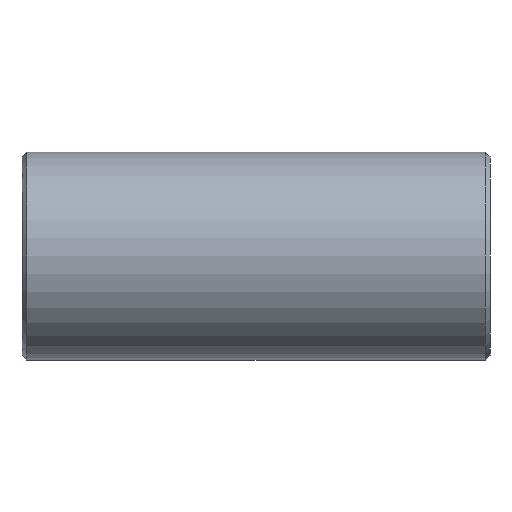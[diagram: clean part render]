
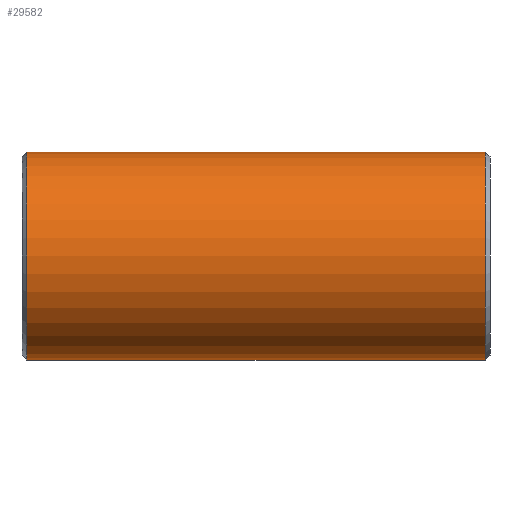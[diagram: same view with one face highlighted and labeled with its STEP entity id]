
A CAD part, front view. The second image highlights one B-rep face of the part: STEP entity #29582.
In plain terms, the highlighted cylindrical face has radius 6.25 mm (diameter 12.5 mm), a full revolution.
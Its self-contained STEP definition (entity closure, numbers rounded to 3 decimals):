
#237 = CONICAL_SURFACE('',#238,6.25,0.785);
#238 = AXIS2_PLACEMENT_3D('',#239,#240,#241);
#239 = CARTESIAN_POINT('',(0.3,0.,0.));
#240 = DIRECTION('',(1.,0.,0.));
#241 = DIRECTION('',(0.,0.,1.));
#11079 = VERTEX_POINT('',#11080);
#11080 = CARTESIAN_POINT('',(0.3,0.,6.25));
#11103 = EDGE_CURVE('',#11079,#11079,#11104,.T.);
#11104 = SURFACE_CURVE('',#11105,(#11110,#11117),.PCURVE_S1.);
#11105 = CIRCLE('',#11106,6.25);
#11106 = AXIS2_PLACEMENT_3D('',#11107,#11108,#11109);
#11107 = CARTESIAN_POINT('',(0.3,0.,0.));
#11108 = DIRECTION('',(1.,0.,0.));
#11109 = DIRECTION('',(0.,0.,1.));
#11110 = PCURVE('',#237,#11111);
#11111 = DEFINITIONAL_REPRESENTATION('',(#11112),#11116);
#11112 = LINE('',#11113,#11114);
#11113 = CARTESIAN_POINT('',(0.,0.));
#11114 = VECTOR('',#11115,1.);
#11115 = DIRECTION('',(1.,0.));
#11116 = ( GEOMETRIC_REPRESENTATION_CONTEXT(2) 
PARAMETRIC_REPRESENTATION_CONTEXT() REPRESENTATION_CONTEXT('2D SPACE',''
  ) );
#11117 = PCURVE('',#11118,#11123);
#11118 = CYLINDRICAL_SURFACE('',#11119,6.25);
#11119 = AXIS2_PLACEMENT_3D('',#11120,#11121,#11122);
#11120 = CARTESIAN_POINT('',(0.,0.,0.));
#11121 = DIRECTION('',(1.,0.,0.));
#11122 = DIRECTION('',(0.,0.,1.));
#11123 = DEFINITIONAL_REPRESENTATION('',(#11124),#11128);
#11124 = LINE('',#11125,#11126);
#11125 = CARTESIAN_POINT('',(0.,0.3));
#11126 = VECTOR('',#11127,1.);
#11127 = DIRECTION('',(1.,0.));
#11128 = ( GEOMETRIC_REPRESENTATION_CONTEXT(2) 
PARAMETRIC_REPRESENTATION_CONTEXT() REPRESENTATION_CONTEXT('2D SPACE',''
  ) );
#29582 = ADVANCED_FACE('',(#29583),#11118,.T.);
#29583 = FACE_BOUND('',#29584,.T.);
#29584 = EDGE_LOOP('',(#29585,#29608,#29609,#29610));
#29585 = ORIENTED_EDGE('',*,*,#29586,.F.);
#29586 = EDGE_CURVE('',#11079,#29587,#29589,.T.);
#29587 = VERTEX_POINT('',#29588);
#29588 = CARTESIAN_POINT('',(27.825,0.,6.25));
#29589 = SEAM_CURVE('',#29590,(#29594,#29601),.PCURVE_S1.);
#29590 = LINE('',#29591,#29592);
#29591 = CARTESIAN_POINT('',(0.,0.,6.25));
#29592 = VECTOR('',#29593,1.);
#29593 = DIRECTION('',(1.,0.,0.));
#29594 = PCURVE('',#11118,#29595);
#29595 = DEFINITIONAL_REPRESENTATION('',(#29596),#29600);
#29596 = LINE('',#29597,#29598);
#29597 = CARTESIAN_POINT('',(0.,0.));
#29598 = VECTOR('',#29599,1.);
#29599 = DIRECTION('',(0.,1.));
#29600 = ( GEOMETRIC_REPRESENTATION_CONTEXT(2) 
PARAMETRIC_REPRESENTATION_CONTEXT() REPRESENTATION_CONTEXT('2D SPACE',''
  ) );
#29601 = PCURVE('',#11118,#29602);
#29602 = DEFINITIONAL_REPRESENTATION('',(#29603),#29607);
#29603 = LINE('',#29604,#29605);
#29604 = CARTESIAN_POINT('',(6.283,0.));
#29605 = VECTOR('',#29606,1.);
#29606 = DIRECTION('',(0.,1.));
#29607 = ( GEOMETRIC_REPRESENTATION_CONTEXT(2) 
PARAMETRIC_REPRESENTATION_CONTEXT() REPRESENTATION_CONTEXT('2D SPACE',''
  ) );
#29608 = ORIENTED_EDGE('',*,*,#11103,.T.);
#29609 = ORIENTED_EDGE('',*,*,#29586,.T.);
#29610 = ORIENTED_EDGE('',*,*,#29611,.F.);
#29611 = EDGE_CURVE('',#29587,#29587,#29612,.T.);
#29612 = SURFACE_CURVE('',#29613,(#29618,#29625),.PCURVE_S1.);
#29613 = CIRCLE('',#29614,6.25);
#29614 = AXIS2_PLACEMENT_3D('',#29615,#29616,#29617);
#29615 = CARTESIAN_POINT('',(27.825,0.,0.));
#29616 = DIRECTION('',(1.,0.,0.));
#29617 = DIRECTION('',(0.,0.,1.));
#29618 = PCURVE('',#11118,#29619);
#29619 = DEFINITIONAL_REPRESENTATION('',(#29620),#29624);
#29620 = LINE('',#29621,#29622);
#29621 = CARTESIAN_POINT('',(0.,27.825));
#29622 = VECTOR('',#29623,1.);
#29623 = DIRECTION('',(1.,0.));
#29624 = ( GEOMETRIC_REPRESENTATION_CONTEXT(2) 
PARAMETRIC_REPRESENTATION_CONTEXT() REPRESENTATION_CONTEXT('2D SPACE',''
  ) );
#29625 = PCURVE('',#29626,#29631);
#29626 = CONICAL_SURFACE('',#29627,6.25,0.785);
#29627 = AXIS2_PLACEMENT_3D('',#29628,#29629,#29630);
#29628 = CARTESIAN_POINT('',(27.825,0.,0.));
#29629 = DIRECTION('',(-1.,-0.,-0.));
#29630 = DIRECTION('',(0.,0.,1.));
#29631 = DEFINITIONAL_REPRESENTATION('',(#29632),#29636);
#29632 = LINE('',#29633,#29634);
#29633 = CARTESIAN_POINT('',(-0.,-0.));
#29634 = VECTOR('',#29635,1.);
#29635 = DIRECTION('',(-1.,-0.));
#29636 = ( GEOMETRIC_REPRESENTATION_CONTEXT(2) 
PARAMETRIC_REPRESENTATION_CONTEXT() REPRESENTATION_CONTEXT('2D SPACE',''
  ) );
